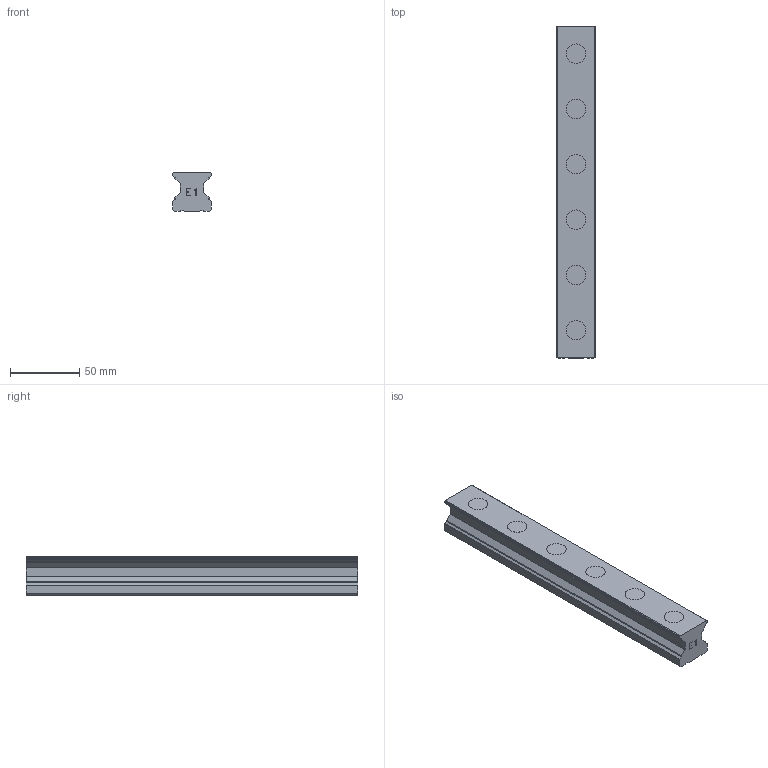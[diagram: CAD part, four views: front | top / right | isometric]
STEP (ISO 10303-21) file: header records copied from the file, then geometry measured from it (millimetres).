
FILE_DESCRIPTION(('STEP AP214'),'1');
FILE_NAME('cctmp_F954A6F1-C79C-4C70-8E4C-6F9F3DE197C4_2021_03_11_14_13_47_0993..stp','2021-03-11T13:13:48',('HIWIN GmbH'),('CADClick - www.CADClick.com'),'Spatial InterOp 3D',' ','unknown authorization');
FILE_SCHEMA(('AUTOMOTIVE_DESIGN'));
Length unit declared in the file: millimetre
Products named in the file (1): RGR30R240H_FILE
Bounding box: 28 x 240 x 28 mm (x, y, z)
Volume: 137727.2 mm3; surface area: 36776.2 mm2
Topology: 1 solids, 1 shells, 169 faces, 435 edges, 290 vertices
Faces by surface type: plane 115, cylinder 54
Entity records: 6513 total; most frequent: CARTESIAN_POINT 895, DIRECTION 883, ORIENTED_EDGE 870, EDGE_CURVE 435, LINE 327, VECTOR 327, VERTEX_POINT 290, AXIS2_PLACEMENT_3D 278
